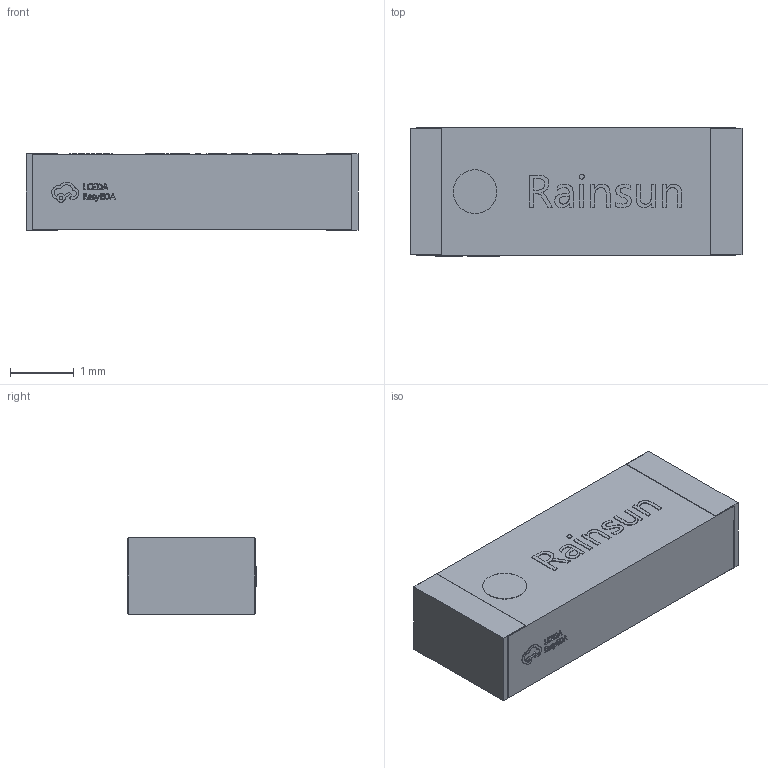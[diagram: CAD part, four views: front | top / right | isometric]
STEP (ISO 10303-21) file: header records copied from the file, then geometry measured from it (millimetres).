
FILE_DESCRIPTION (( 'STEP AP214' ), '1' );
FILE_NAME ('ANT-SMD_L5.1-W2.0-H1.2.step', '2022-06-14T10:05:00', ( '' ), ( '' ), 'SwSTEP 2.0', 'SolidWorks 2020', '' );
FILE_SCHEMA (( 'AUTOMOTIVE_DESIGN' ));
Length unit declared in the file: millimetre
Products named in the file (1): ANT-SMD_L5.1-W2.0-H1.2
Bounding box: 5.2 x 2.01 x 1.2 mm (x, y, z)
Volume: 12.3 mm3; surface area: 38.2 mm2
Topology: 1 solids, 1 shells, 356 faces, 972 edges, 648 vertices
Faces by surface type: plane 212, bspline 142, cylinder 2
Entity records: 17830 total; most frequent: CARTESIAN_POINT 5839, ORIENTED_EDGE 1944, DIRECTION 1118, EDGE_CURVE 972, LINE 680, VECTOR 680, VERTEX_POINT 648, EDGE_LOOP 386
